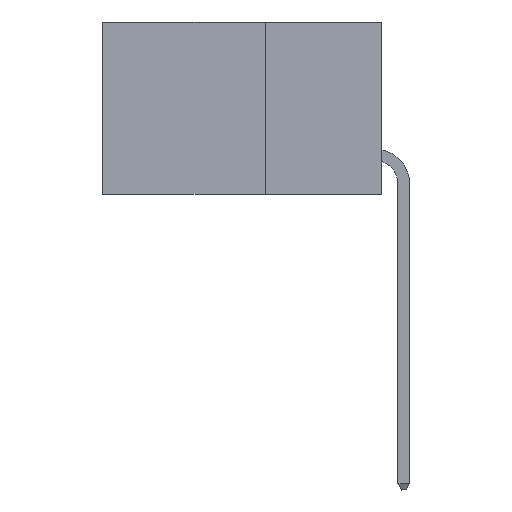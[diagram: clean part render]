
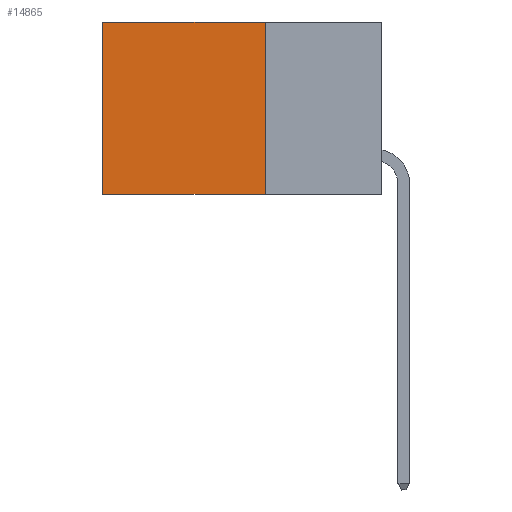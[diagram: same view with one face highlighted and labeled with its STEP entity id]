
A CAD part, left-side view. The second image highlights one B-rep face of the part: STEP entity #14865.
In plain terms, the highlighted planar face has unit normal (-1, 0, 0).
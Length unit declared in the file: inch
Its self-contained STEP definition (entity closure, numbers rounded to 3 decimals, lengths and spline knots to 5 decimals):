
#134 = CARTESIAN_POINT ( 'NONE',  ( 0.2875, 0.25, 0. ) ) ;
#213 = DIRECTION ( 'NONE',  ( 0., 0., -1. ) ) ;
#361 = EDGE_CURVE ( 'NONE', #17748, #4742, #2988, .T. ) ;
#780 = CARTESIAN_POINT ( 'NONE',  ( 0.2875, 0.6, -0.37 ) ) ;
#989 = CARTESIAN_POINT ( 'NONE',  ( 0.2875, 0.25, -0.37 ) ) ;
#1600 = EDGE_CURVE ( 'NONE', #9429, #4742, #11038, .T. ) ;
#2112 = CARTESIAN_POINT ( 'NONE',  ( 0.2875, 0.25, -0.37 ) ) ;
#2847 = DIRECTION ( 'NONE',  ( 0., 1., 0. ) ) ;
#2988 = LINE ( 'NONE', #15814, #12620 ) ;
#3833 = CARTESIAN_POINT ( 'NONE',  ( 0.2875, 0.25, 0. ) ) ;
#3890 = ORIENTED_EDGE ( 'NONE', *, *, #5666, .F. ) ;
#4530 = EDGE_LOOP ( 'NONE', ( #9180, #9341, #3890, #21158 ) ) ;
#4653 = LINE ( 'NONE', #3833, #12487 ) ;
#4742 = VERTEX_POINT ( 'NONE', #780 ) ;
#5128 = EDGE_CURVE ( 'NONE', #18827, #17748, #9206, .T. ) ;
#5269 = PLANE ( 'NONE',  #18431 ) ;
#5666 = EDGE_CURVE ( 'NONE', #18827, #9429, #4653, .T. ) ;
#5748 = CARTESIAN_POINT ( 'NONE',  ( 0.2875, 0.6, 0. ) ) ;
#6818 = FACE_OUTER_BOUND ( 'NONE', #4530, .T. ) ;
#7253 = CARTESIAN_POINT ( 'NONE',  ( 0.2875, 0.25, 0. ) ) ;
#9180 = ORIENTED_EDGE ( 'NONE', *, *, #361, .T. ) ;
#9206 = LINE ( 'NONE', #12266, #13545 ) ;
#9341 = ORIENTED_EDGE ( 'NONE', *, *, #1600, .F. ) ;
#9429 = VERTEX_POINT ( 'NONE', #2112 ) ;
#10278 = DIRECTION ( 'NONE',  ( 0., 0., -1. ) ) ;
#10762 = DIRECTION ( 'NONE',  ( 0., 1., 0. ) ) ;
#11038 = LINE ( 'NONE', #989, #20554 ) ;
#12266 = CARTESIAN_POINT ( 'NONE',  ( 0.2875, 0.25, 0. ) ) ;
#12487 = VECTOR ( 'NONE', #10278, 39.37008 ) ;
#12620 = VECTOR ( 'NONE', #12782, 39.37008 ) ;
#12782 = DIRECTION ( 'NONE',  ( 0., 0., -1. ) ) ;
#13545 = VECTOR ( 'NONE', #10762, 39.37008 ) ;
#14865 = ADVANCED_FACE ( 'NONE', ( #6818 ), #5269, .F. ) ;
#15814 = CARTESIAN_POINT ( 'NONE',  ( 0.2875, 0.6, 0. ) ) ;
#17748 = VERTEX_POINT ( 'NONE', #5748 ) ;
#18100 = DIRECTION ( 'NONE',  ( 1., 0., 0. ) ) ;
#18431 = AXIS2_PLACEMENT_3D ( 'NONE', #134, #18100, #213 ) ;
#18827 = VERTEX_POINT ( 'NONE', #7253 ) ;
#20554 = VECTOR ( 'NONE', #2847, 39.37008 ) ;
#21158 = ORIENTED_EDGE ( 'NONE', *, *, #5128, .T. ) ;
